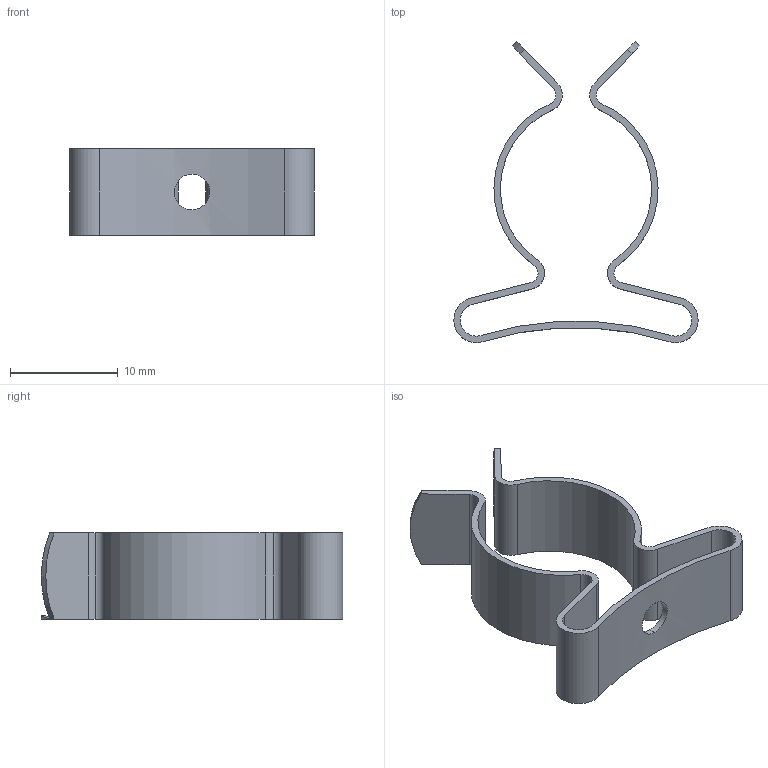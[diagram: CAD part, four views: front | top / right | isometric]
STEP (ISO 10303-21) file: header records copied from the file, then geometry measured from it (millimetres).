
FILE_DESCRIPTION (( 'STEP AP203' ), '1' );
FILE_NAME ('1514.STEP', '2014-07-22T12:58:04', ( '' ), ( '' ), 'SwSTEP 2.0', 'SolidWorks 2014', '' );
FILE_SCHEMA (( 'CONFIG_CONTROL_DESIGN' ));
Length unit declared in the file: millimetre
Products named in the file (1): 1514
Bounding box: 22.7 x 28 x 8 mm (x, y, z)
Volume: 458.4 mm3; surface area: 1660 mm2
Topology: 2 solids, 2 shells, 45 faces, 123 edges, 82 vertices
Faces by surface type: cylinder 30, plane 15
Entity records: 1628 total; most frequent: CARTESIAN_POINT 355, DIRECTION 267, ORIENTED_EDGE 246, EDGE_CURVE 123, AXIS2_PLACEMENT_3D 102, VERTEX_POINT 82, LINE 63, VECTOR 63
